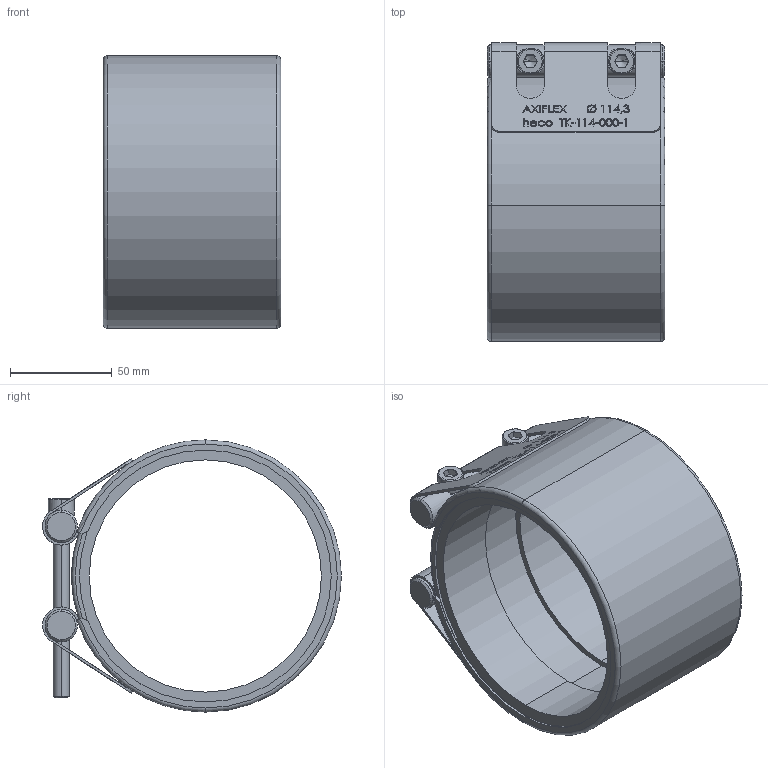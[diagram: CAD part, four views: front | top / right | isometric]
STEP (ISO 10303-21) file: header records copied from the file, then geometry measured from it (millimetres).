
FILE_DESCRIPTION (( 'STEP AP214' ), '1' );
FILE_NAME ('Axiflex Ø114,3 heco 1710.STEP', '2017-10-09T13:54:53', ( '' ), ( '' ), 'SwSTEP 2.0', 'SolidWorks 2016', '' );
FILE_SCHEMA (( 'AUTOMOTIVE_DESIGN' ));
Length unit declared in the file: millimetre
Products named in the file (1): Axiflex Ø114,3 heco 1710
Bounding box: 87.4 x 147.11 x 134 mm (x, y, z)
Volume: 344746.2 mm3; surface area: 164384.7 mm2
Topology: 1 solids, 1 shells, 576 faces, 1557 edges, 1002 vertices
Faces by surface type: plane 308, bspline 127, cylinder 83, cone 34, torus 24
Entity records: 30045 total; most frequent: CARTESIAN_POINT 12835, ORIENTED_EDGE 3106, DIRECTION 2381, EDGE_CURVE 1553, VERTEX_POINT 1002, VECTOR 981, LINE 981, AXIS2_PLACEMENT_3D 700
